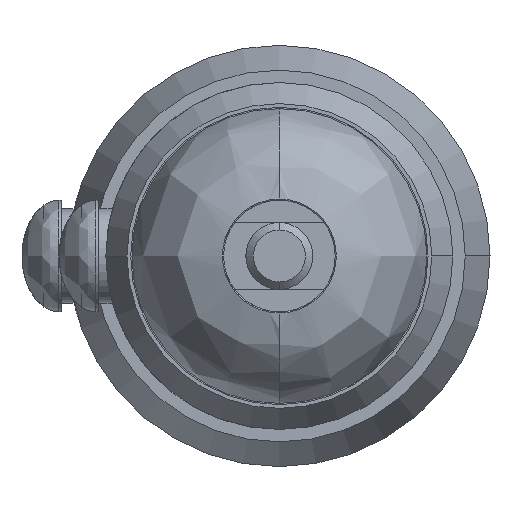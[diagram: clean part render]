
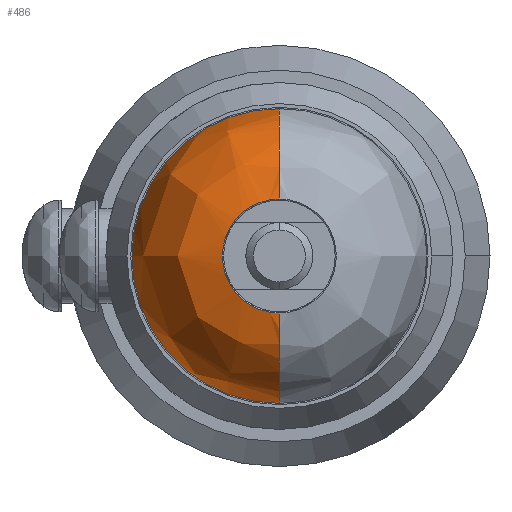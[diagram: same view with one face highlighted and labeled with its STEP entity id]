
A CAD part, left-side view. The second image highlights one B-rep face of the part: STEP entity #486.
In plain terms, the highlighted free-form (B-spline) face has degree [3, 3] with [4, 4] control points.
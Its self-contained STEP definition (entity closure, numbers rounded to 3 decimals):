
#243 = ORIENTED_EDGE ( 'NONE', *, *, #2088, .F. ) ;
#486 = ADVANCED_FACE ( 'NONE', ( #654 ), #1376, .T. ) ;
#525 = CARTESIAN_POINT ( 'NONE',  ( 3.985, 0., -5.95 ) ) ;
#654 = FACE_OUTER_BOUND ( 'NONE', #10257, .T. ) ;
#702 = CARTESIAN_POINT ( 'NONE',  ( 3.985, 0., -1.95 ) ) ;
#1049 = CARTESIAN_POINT ( 'NONE',  ( 3.985, 0., 5.95 ) ) ;
#1273 = CIRCLE ( 'NONE', #3098, 2.3 ) ;
#1376 =( BOUNDED_SURFACE ( )  B_SPLINE_SURFACE ( 3, 3, ( 
 ( #5445, #5739, #5377, #5333 ),
 ( #5320, #5283, #5218, #5206 ),
 ( #5181, #5168, #5148, #5135 ),
 ( #5088, #5064, #5049, #5027 ) ),
 .UNSPECIFIED., .F., .F., .T. ) 
 B_SPLINE_SURFACE_WITH_KNOTS ( ( 4, 4 ),
 ( 4, 4 ),
 ( 0., 1. ),
 ( 0., 1. ),
 .UNSPECIFIED. ) 
 GEOMETRIC_REPRESENTATION_ITEM ( )  RATIONAL_B_SPLINE_SURFACE ( (
 ( 1., 0.333, 0.333, 1.),
 ( 0.825, 0.275, 0.275, 0.825),
 ( 0.825, 0.275, 0.275, 0.825),
 ( 1., 0.333, 0.333, 1.) ) ) 
 REPRESENTATION_ITEM ( '' )  SURFACE ( )  );
#2007 = DIRECTION ( 'NONE',  ( 0., 1., 0. ) ) ;
#2088 = EDGE_CURVE ( 'NONE', #7142, #7335, #8555, .T. ) ;
#2297 = CARTESIAN_POINT ( 'NONE',  ( 3.985, 0., 0. ) ) ;
#2316 = CARTESIAN_POINT ( 'NONE',  ( 0., 0., 2.3 ) ) ;
#2532 = EDGE_CURVE ( 'NONE', #10289, #7142, #7544, .T. ) ;
#3098 = AXIS2_PLACEMENT_3D ( 'NONE', #5374, #11676, #6275 ) ;
#3549 = VERTEX_POINT ( 'NONE', #2316 ) ;
#4573 = ORIENTED_EDGE ( 'NONE', *, *, #2532, .F. ) ;
#5027 = CARTESIAN_POINT ( 'NONE',  ( 3.985, 0., -5.95 ) ) ;
#5049 = CARTESIAN_POINT ( 'NONE',  ( 3.985, 11.9, -5.95 ) ) ;
#5064 = CARTESIAN_POINT ( 'NONE',  ( 3.985, 11.9, 5.95 ) ) ;
#5088 = CARTESIAN_POINT ( 'NONE',  ( 3.985, 0., 5.95 ) ) ;
#5135 = CARTESIAN_POINT ( 'NONE',  ( 1.801, 0., -5.95 ) ) ;
#5148 = CARTESIAN_POINT ( 'NONE',  ( 1.801, 11.9, -5.95 ) ) ;
#5168 = CARTESIAN_POINT ( 'NONE',  ( 1.801, 11.9, 5.95 ) ) ;
#5181 = CARTESIAN_POINT ( 'NONE',  ( 1.801, 0., 5.95 ) ) ;
#5206 = CARTESIAN_POINT ( 'NONE',  ( 0.191, 0., -4.475 ) ) ;
#5218 = CARTESIAN_POINT ( 'NONE',  ( 0.191, 8.95, -4.475 ) ) ;
#5283 = CARTESIAN_POINT ( 'NONE',  ( 0.191, 8.95, 4.475 ) ) ;
#5320 = CARTESIAN_POINT ( 'NONE',  ( 0.191, 0., 4.475 ) ) ;
#5325 = DIRECTION ( 'NONE',  ( 0., 0., -1. ) ) ;
#5333 = CARTESIAN_POINT ( 'NONE',  ( 0., 0., -2.3 ) ) ;
#5374 = CARTESIAN_POINT ( 'NONE',  ( 0., 0., 0. ) ) ;
#5377 = CARTESIAN_POINT ( 'NONE',  ( 0., 4.6, -2.3 ) ) ;
#5445 = CARTESIAN_POINT ( 'NONE',  ( 0., 0., 2.3 ) ) ;
#5653 = ORIENTED_EDGE ( 'NONE', *, *, #6556, .T. ) ;
#5739 = CARTESIAN_POINT ( 'NONE',  ( 0., 4.6, 2.3 ) ) ;
#6080 = EDGE_CURVE ( 'NONE', #10289, #3549, #1273, .T. ) ;
#6275 = DIRECTION ( 'NONE',  ( 0., 0., 1. ) ) ;
#6363 = DIRECTION ( 'NONE',  ( 0., 0., 1. ) ) ;
#6410 = DIRECTION ( 'NONE',  ( 1., 0., 0. ) ) ;
#6556 = EDGE_CURVE ( 'NONE', #3549, #7335, #8197, .T. ) ;
#7142 = VERTEX_POINT ( 'NONE', #525 ) ;
#7304 = AXIS2_PLACEMENT_3D ( 'NONE', #702, #10747, #5325 ) ;
#7335 = VERTEX_POINT ( 'NONE', #1049 ) ;
#7421 = CARTESIAN_POINT ( 'NONE',  ( 3.985, 0., 1.95 ) ) ;
#7544 = CIRCLE ( 'NONE', #7304, 4. ) ;
#8197 = CIRCLE ( 'NONE', #8709, 4. ) ;
#8341 = DIRECTION ( 'NONE',  ( 0., 0., 1. ) ) ;
#8555 = CIRCLE ( 'NONE', #9576, 5.95 ) ;
#8709 = AXIS2_PLACEMENT_3D ( 'NONE', #7421, #2007, #8341 ) ;
#9576 = AXIS2_PLACEMENT_3D ( 'NONE', #2297, #6410, #6363 ) ;
#10257 = EDGE_LOOP ( 'NONE', ( #4573, #10760, #5653, #243 ) ) ;
#10289 = VERTEX_POINT ( 'NONE', #11276 ) ;
#10747 = DIRECTION ( 'NONE',  ( 0., -1., 0. ) ) ;
#10760 = ORIENTED_EDGE ( 'NONE', *, *, #6080, .T. ) ;
#11276 = CARTESIAN_POINT ( 'NONE',  ( 0., 0., -2.3 ) ) ;
#11676 = DIRECTION ( 'NONE',  ( 1., 0., 0. ) ) ;
